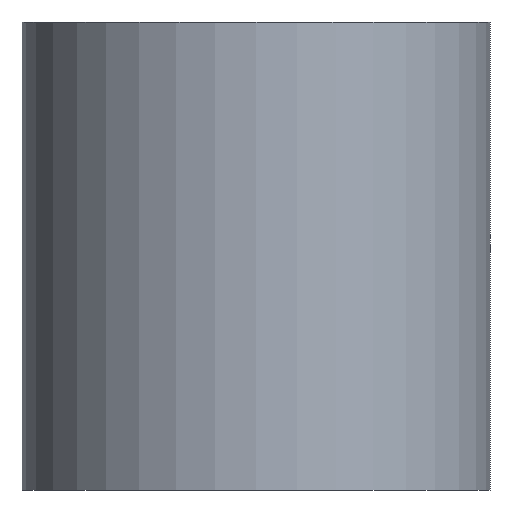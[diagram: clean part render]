
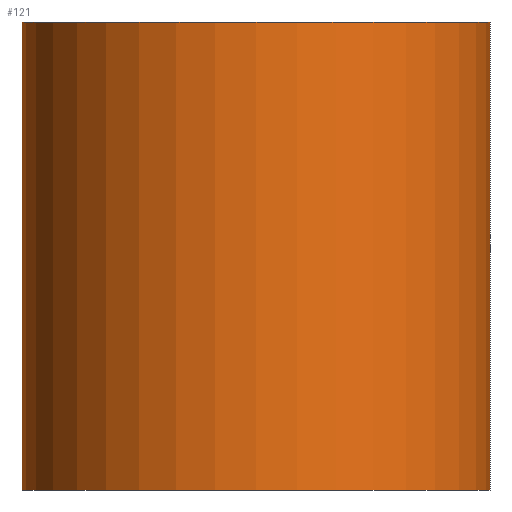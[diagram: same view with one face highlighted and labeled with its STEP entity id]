
A CAD part, front view. The second image highlights one B-rep face of the part: STEP entity #121.
In plain terms, the highlighted cylindrical face has radius 25 mm (diameter 50 mm), a partial arc.
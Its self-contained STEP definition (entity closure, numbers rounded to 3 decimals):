
#15 = AXIS2_PLACEMENT_3D ( 'NONE', #30, #156, #103 ) ;
#17 = EDGE_CURVE ( 'NONE', #234, #290, #130, .T. ) ;
#30 = CARTESIAN_POINT ( 'NONE',  ( 0., 0., 40. ) ) ;
#34 = ORIENTED_EDGE ( 'NONE', *, *, #260, .T. ) ;
#37 = ORIENTED_EDGE ( 'NONE', *, *, #17, .F. ) ;
#41 = VERTEX_POINT ( 'NONE', #215 ) ;
#56 = FACE_OUTER_BOUND ( 'NONE', #296, .T. ) ;
#60 = EDGE_CURVE ( 'NONE', #292, #234, #314, .T. ) ;
#61 = CARTESIAN_POINT ( 'NONE',  ( -25., 0., 50. ) ) ;
#65 = DIRECTION ( 'NONE',  ( 0., 0., 1. ) ) ;
#72 = CARTESIAN_POINT ( 'NONE',  ( 0., 0., 50. ) ) ;
#84 = ORIENTED_EDGE ( 'NONE', *, *, #60, .F. ) ;
#92 = CARTESIAN_POINT ( 'NONE',  ( -25., 0., 40. ) ) ;
#103 = DIRECTION ( 'NONE',  ( 1., 0., 0. ) ) ;
#108 = AXIS2_PLACEMENT_3D ( 'NONE', #193, #276, #324 ) ;
#109 = CARTESIAN_POINT ( 'NONE',  ( 25., 0., 40. ) ) ;
#121 = ADVANCED_FACE ( 'NONE', ( #56 ), #298, .T. ) ;
#122 = CARTESIAN_POINT ( 'NONE',  ( -25., 0., 0. ) ) ;
#130 = CIRCLE ( 'NONE', #311, 25. ) ;
#142 = ORIENTED_EDGE ( 'NONE', *, *, #214, .T. ) ;
#156 = DIRECTION ( 'NONE',  ( 0., 0., 1. ) ) ;
#163 = DIRECTION ( 'NONE',  ( 1., 0., 0. ) ) ;
#165 = DIRECTION ( 'NONE',  ( 0., 0., 1. ) ) ;
#177 = CIRCLE ( 'NONE', #108, 25. ) ;
#183 = DIRECTION ( 'NONE',  ( 0., 0., 1. ) ) ;
#193 = CARTESIAN_POINT ( 'NONE',  ( 0., 0., 0. ) ) ;
#197 = CARTESIAN_POINT ( 'NONE',  ( 25., 0., 50. ) ) ;
#209 = VECTOR ( 'NONE', #165, 1000. ) ;
#214 = EDGE_CURVE ( 'NONE', #41, #290, #258, .T. ) ;
#215 = CARTESIAN_POINT ( 'NONE',  ( 25., 0., 0. ) ) ;
#234 = VERTEX_POINT ( 'NONE', #61 ) ;
#258 = LINE ( 'NONE', #109, #284 ) ;
#260 = EDGE_CURVE ( 'NONE', #292, #41, #177, .T. ) ;
#276 = DIRECTION ( 'NONE',  ( 0., 0., 1. ) ) ;
#284 = VECTOR ( 'NONE', #183, 1000. ) ;
#290 = VERTEX_POINT ( 'NONE', #197 ) ;
#292 = VERTEX_POINT ( 'NONE', #122 ) ;
#296 = EDGE_LOOP ( 'NONE', ( #84, #34, #142, #37 ) ) ;
#298 = CYLINDRICAL_SURFACE ( 'NONE', #15, 25. ) ;
#311 = AXIS2_PLACEMENT_3D ( 'NONE', #72, #65, #163 ) ;
#314 = LINE ( 'NONE', #92, #209 ) ;
#324 = DIRECTION ( 'NONE',  ( 1., 0., 0. ) ) ;
